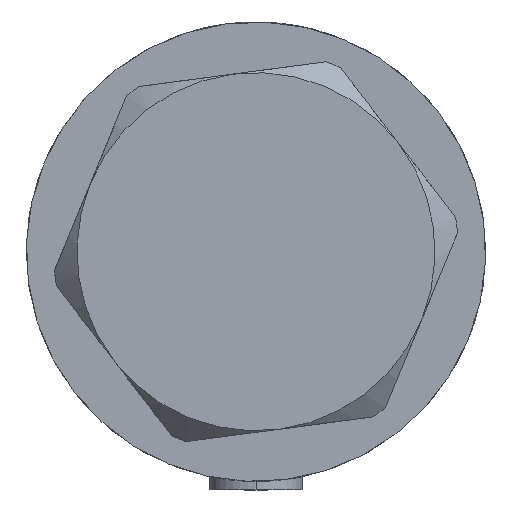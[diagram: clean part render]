
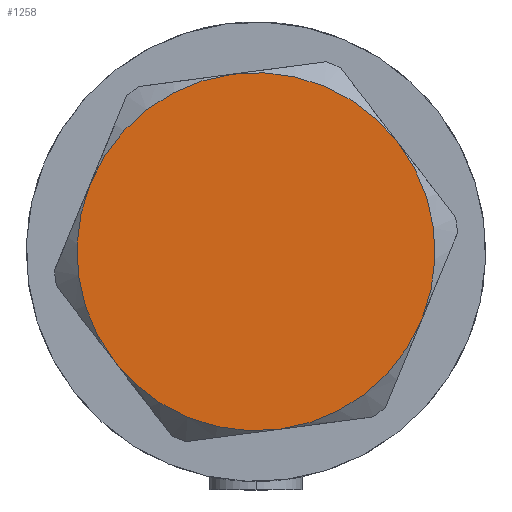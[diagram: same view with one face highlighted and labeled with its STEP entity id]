
A CAD part, left-side view. The second image highlights one B-rep face of the part: STEP entity #1258.
In plain terms, the highlighted face is planar.
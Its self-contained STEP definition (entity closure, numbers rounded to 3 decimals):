
#108 = VERTEX_POINT ( 'NONE', #1145 ) ;
#119 = CIRCLE ( 'NONE', #1353, 23. ) ;
#136 = VERTEX_POINT ( 'NONE', #4086 ) ;
#174 = FACE_OUTER_BOUND ( 'NONE', #4165, .T. ) ;
#389 = CARTESIAN_POINT ( 'NONE',  ( -11.5, -19.919, 13. ) ) ;
#682 = CARTESIAN_POINT ( 'NONE',  ( 0., 0., 13. ) ) ;
#776 = DIRECTION ( 'NONE',  ( 1., 0., 0. ) ) ;
#904 = DIRECTION ( 'NONE',  ( 1., 0., 0. ) ) ;
#1035 = CARTESIAN_POINT ( 'NONE',  ( 0., 0., 13. ) ) ;
#1063 = DIRECTION ( 'NONE',  ( 0., 0., 1. ) ) ;
#1145 = CARTESIAN_POINT ( 'NONE',  ( 23., 0., 13. ) ) ;
#1174 = VERTEX_POINT ( 'NONE', #3130 ) ;
#1201 = AXIS2_PLACEMENT_3D ( 'NONE', #2862, #3887, #2079 ) ;
#1258 = ADVANCED_FACE ( 'NONE', ( #174 ), #3083, .T. ) ;
#1353 = AXIS2_PLACEMENT_3D ( 'NONE', #1960, #1989, #3477 ) ;
#1489 = CARTESIAN_POINT ( 'NONE',  ( 0., 0., 13. ) ) ;
#1510 = ORIENTED_EDGE ( 'NONE', *, *, #3720, .T. ) ;
#1520 = AXIS2_PLACEMENT_3D ( 'NONE', #1035, #2959, #2226 ) ;
#1626 = ORIENTED_EDGE ( 'NONE', *, *, #1907, .T. ) ;
#1645 = DIRECTION ( 'NONE',  ( 1., 0., 0. ) ) ;
#1679 = AXIS2_PLACEMENT_3D ( 'NONE', #4681, #2789, #1645 ) ;
#1709 = ORIENTED_EDGE ( 'NONE', *, *, #2794, .T. ) ;
#1755 = CIRCLE ( 'NONE', #1520, 23. ) ;
#1843 = CIRCLE ( 'NONE', #1679, 23. ) ;
#1907 = EDGE_CURVE ( 'NONE', #136, #4118, #3696, .T. ) ;
#1928 = DIRECTION ( 'NONE',  ( 0., 0., 1. ) ) ;
#1960 = CARTESIAN_POINT ( 'NONE',  ( 0., 0., 13. ) ) ;
#1989 = DIRECTION ( 'NONE',  ( 0., 0., 1. ) ) ;
#2035 = ORIENTED_EDGE ( 'NONE', *, *, #3330, .T. ) ;
#2079 = DIRECTION ( 'NONE',  ( 1., 0., 0. ) ) ;
#2226 = DIRECTION ( 'NONE',  ( 1., 0., 0. ) ) ;
#2321 = EDGE_CURVE ( 'NONE', #108, #1174, #119, .T. ) ;
#2540 = DIRECTION ( 'NONE',  ( 1., 0., 0. ) ) ;
#2676 = CIRCLE ( 'NONE', #4083, 23. ) ;
#2722 = EDGE_CURVE ( 'NONE', #3426, #108, #2676, .T. ) ;
#2789 = DIRECTION ( 'NONE',  ( 0., 0., 1. ) ) ;
#2794 = EDGE_CURVE ( 'NONE', #1174, #3462, #4470, .T. ) ;
#2862 = CARTESIAN_POINT ( 'NONE',  ( 0., 0., 13. ) ) ;
#2891 = ORIENTED_EDGE ( 'NONE', *, *, #2321, .T. ) ;
#2926 = CARTESIAN_POINT ( 'NONE',  ( 11.5, -19.919, 13. ) ) ;
#2959 = DIRECTION ( 'NONE',  ( 0., 0., 1. ) ) ;
#2975 = DIRECTION ( 'NONE',  ( 0., 0., 1. ) ) ;
#3083 = PLANE ( 'NONE',  #3524 ) ;
#3130 = CARTESIAN_POINT ( 'NONE',  ( 11.5, 19.919, 13. ) ) ;
#3330 = EDGE_CURVE ( 'NONE', #4118, #3426, #1755, .T. ) ;
#3426 = VERTEX_POINT ( 'NONE', #2926 ) ;
#3462 = VERTEX_POINT ( 'NONE', #4761 ) ;
#3477 = DIRECTION ( 'NONE',  ( 1., 0., 0. ) ) ;
#3524 = AXIS2_PLACEMENT_3D ( 'NONE', #4514, #1928, #904 ) ;
#3696 = CIRCLE ( 'NONE', #4685, 23. ) ;
#3713 = ORIENTED_EDGE ( 'NONE', *, *, #2722, .T. ) ;
#3720 = EDGE_CURVE ( 'NONE', #3462, #136, #1843, .T. ) ;
#3887 = DIRECTION ( 'NONE',  ( 0., 0., 1. ) ) ;
#4083 = AXIS2_PLACEMENT_3D ( 'NONE', #1489, #2975, #776 ) ;
#4086 = CARTESIAN_POINT ( 'NONE',  ( -23., 0., 13. ) ) ;
#4118 = VERTEX_POINT ( 'NONE', #389 ) ;
#4165 = EDGE_LOOP ( 'NONE', ( #3713, #2891, #1709, #1510, #1626, #2035 ) ) ;
#4470 = CIRCLE ( 'NONE', #1201, 23. ) ;
#4514 = CARTESIAN_POINT ( 'NONE',  ( 0., 0., 13. ) ) ;
#4681 = CARTESIAN_POINT ( 'NONE',  ( 0., 0., 13. ) ) ;
#4685 = AXIS2_PLACEMENT_3D ( 'NONE', #682, #1063, #2540 ) ;
#4761 = CARTESIAN_POINT ( 'NONE',  ( -11.5, 19.919, 13. ) ) ;
